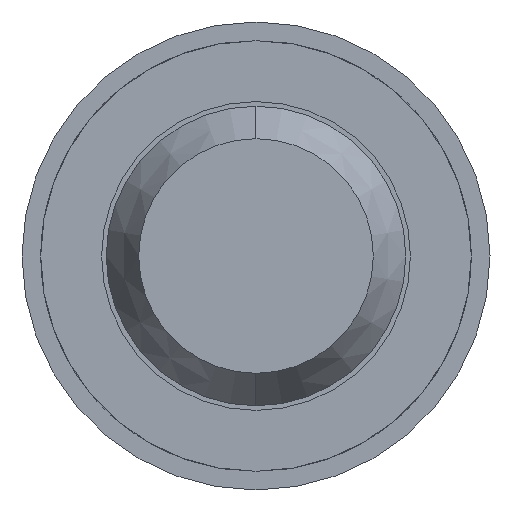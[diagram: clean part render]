
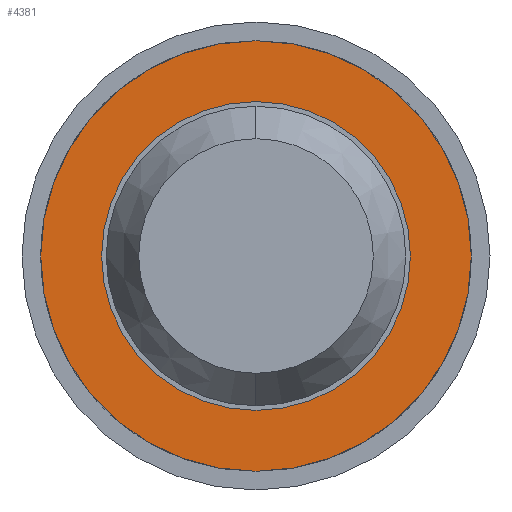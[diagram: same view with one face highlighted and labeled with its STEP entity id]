
A CAD part, front view. The second image highlights one B-rep face of the part: STEP entity #4381.
In plain terms, the highlighted planar face has unit normal (0, -1, 0).
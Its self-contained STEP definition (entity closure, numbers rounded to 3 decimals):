
#148 = CARTESIAN_POINT ( 'NONE',  ( 0., -1.7, 0. ) ) ;
#267 = CARTESIAN_POINT ( 'NONE',  ( 0., -1.7, -1.15 ) ) ;
#498 = ORIENTED_EDGE ( 'NONE', *, *, #3386, .F. ) ;
#725 = PLANE ( 'NONE',  #851 ) ;
#782 = CARTESIAN_POINT ( 'NONE',  ( 0.825, -1.7, 0. ) ) ;
#851 = AXIS2_PLACEMENT_3D ( 'NONE', #782, #2453, #2442 ) ;
#972 = DIRECTION ( 'NONE',  ( 0., 0., 1. ) ) ;
#1137 = EDGE_CURVE ( 'Defeature ausgef�hrt1_7+Defeature ausgef�hrt1_14+Defeature ausgef�hrt1_14+Defeature ausgef�hrt1_14', #1194, #2804, #4124, .T. ) ;
#1194 = VERTEX_POINT ( 'NONE', #267 ) ;
#1675 = DIRECTION ( 'NONE',  ( 0., 1., 0. ) ) ;
#1995 = CARTESIAN_POINT ( 'NONE',  ( 0., -1.7, -0.825 ) ) ;
#2008 = VERTEX_POINT ( 'NONE', #1995 ) ;
#2102 = CARTESIAN_POINT ( 'NONE',  ( 0., -1.7, 1.15 ) ) ;
#2233 = ORIENTED_EDGE ( 'NONE', *, *, #3671, .T. ) ;
#2316 = AXIS2_PLACEMENT_3D ( 'NONE', #148, #3322, #4315 ) ;
#2344 = CARTESIAN_POINT ( 'NONE',  ( 0., -1.7, 0.825 ) ) ;
#2442 = DIRECTION ( 'NONE',  ( 0., 0., 1. ) ) ;
#2453 = DIRECTION ( 'NONE',  ( 0., 1., 0. ) ) ;
#2593 = FACE_BOUND ( 'NONE', #3090, .T. ) ;
#2687 = VERTEX_POINT ( 'NONE', #2344 ) ;
#2776 = ORIENTED_EDGE ( 'NONE', *, *, #4404, .T. ) ;
#2800 = DIRECTION ( 'NONE',  ( 0., 1., 0. ) ) ;
#2804 = VERTEX_POINT ( 'NONE', #2102 ) ;
#2948 = DIRECTION ( 'NONE',  ( 0., 1., 0. ) ) ;
#3090 = EDGE_LOOP ( 'NONE', ( #2776, #2233 ) ) ;
#3182 = DIRECTION ( 'NONE',  ( 0., 0., 1. ) ) ;
#3215 = CIRCLE ( 'NONE', #4132, 0.825 ) ;
#3322 = DIRECTION ( 'NONE',  ( 0., 1., 0. ) ) ;
#3386 = EDGE_CURVE ( 'Defeature ausgef�hrt1_7+Defeature ausgef�hrt1_14+Defeature ausgef�hrt1_14+Defeature ausgef�hrt1_14', #2804, #1194, #3464, .T. ) ;
#3456 = AXIS2_PLACEMENT_3D ( 'NONE', #4015, #2948, #4387 ) ;
#3459 = CIRCLE ( 'NONE', #4318, 0.825 ) ;
#3464 = CIRCLE ( 'NONE', #3456, 1.15 ) ;
#3671 = EDGE_CURVE ( 'Defeature ausgef�hrt1_14+Defeature ausgef�hrt1_13+Defeature ausgef�hrt1_13+Defeature ausgef�hrt1_13', #2008, #2687, #3459, .T. ) ;
#3696 = ORIENTED_EDGE ( 'NONE', *, *, #1137, .F. ) ;
#3762 = EDGE_LOOP ( 'NONE', ( #498, #3696 ) ) ;
#3790 = FACE_OUTER_BOUND ( 'NONE', #3762, .T. ) ;
#4015 = CARTESIAN_POINT ( 'NONE',  ( 0., -1.7, 0. ) ) ;
#4124 = CIRCLE ( 'NONE', #2316, 1.15 ) ;
#4132 = AXIS2_PLACEMENT_3D ( 'NONE', #4216, #2800, #3182 ) ;
#4216 = CARTESIAN_POINT ( 'NONE',  ( 0., -1.7, 0. ) ) ;
#4315 = DIRECTION ( 'NONE',  ( 0., 0., 1. ) ) ;
#4318 = AXIS2_PLACEMENT_3D ( 'NONE', #4380, #1675, #972 ) ;
#4380 = CARTESIAN_POINT ( 'NONE',  ( 0., -1.7, 0. ) ) ;
#4381 = ADVANCED_FACE ( 'Defeature ausgef�hrt1_14', ( #3790, #2593 ), #725, .F. ) ;
#4387 = DIRECTION ( 'NONE',  ( 0., 0., 1. ) ) ;
#4404 = EDGE_CURVE ( 'Defeature ausgef�hrt1_14+Defeature ausgef�hrt1_13+Defeature ausgef�hrt1_13+Defeature ausgef�hrt1_13', #2687, #2008, #3215, .T. ) ;
